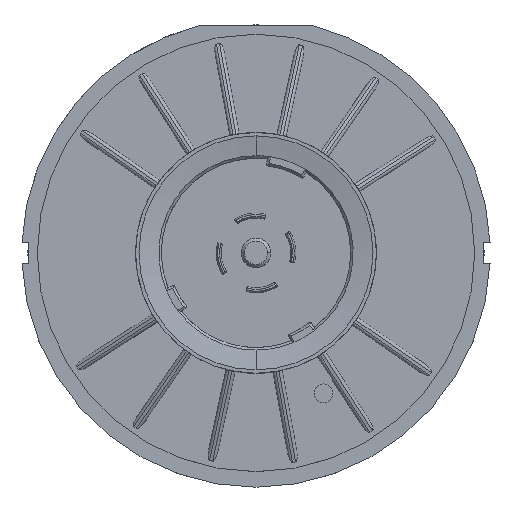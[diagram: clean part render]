
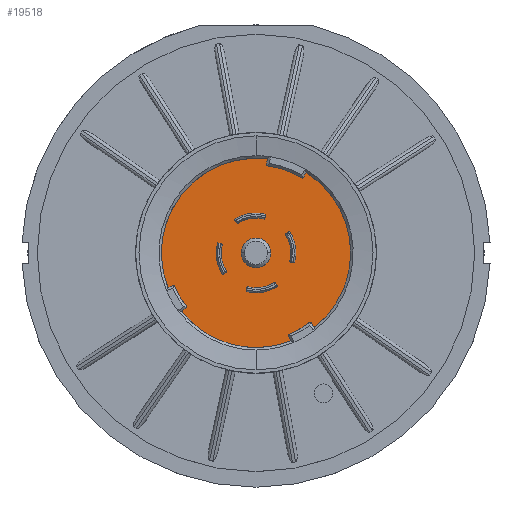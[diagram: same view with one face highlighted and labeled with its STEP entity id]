
A CAD part, top view. The second image highlights one B-rep face of the part: STEP entity #19518.
In plain terms, the highlighted planar face has unit normal (0, 0, 1).
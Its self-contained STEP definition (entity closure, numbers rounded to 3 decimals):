
#7095=CARTESIAN_POINT('',(0.,0.,-7.85));
#7096=DIRECTION('',(0.,0.,-1.));
#7097=DIRECTION('',(0.53,0.848,0.));
#7098=AXIS2_PLACEMENT_3D('',#7095,#7096,#7097);
#7100=DIRECTION('',(0.438,0.899,0.));
#7101=VECTOR('',#7100,1.1);
#7102=CARTESIAN_POINT('',(6.181,12.673,-7.85));
#7103=LINE('',#7102,#7101);
#7104=CARTESIAN_POINT('',(0.,0.,-7.85));
#7105=DIRECTION('',(0.,0.,1.));
#7106=DIRECTION('',(0.53,0.848,0.));
#7107=AXIS2_PLACEMENT_3D('',#7104,#7105,#7106);
#7109=DIRECTION('',(0.53,0.848,0.));
#7110=VECTOR('',#7109,1.1);
#7111=CARTESIAN_POINT('',(7.472,11.957,-7.85));
#7112=LINE('',#7111,#7110);
#7113=CARTESIAN_POINT('',(0.,0.,-7.85));
#7114=DIRECTION('',(0.,0.,1.));
#7115=DIRECTION('',(1.,0.,0.));
#7116=AXIS2_PLACEMENT_3D('',#7113,#7114,#7115);
#7118=CARTESIAN_POINT('',(0.,0.,-7.85));
#7119=DIRECTION('',(0.,0.,1.));
#7120=DIRECTION('',(-1.,0.,0.));
#7121=AXIS2_PLACEMENT_3D('',#7118,#7119,#7120);
#7123=DIRECTION('',(-0.54,0.842,0.));
#7124=VECTOR('',#7123,0.8);
#7125=CARTESIAN_POINT('',(3.458,-5.386,-7.85));
#7126=LINE('',#7125,#7124);
#7127=CARTESIAN_POINT('',(0.,0.,-7.85));
#7128=DIRECTION('',(0.,0.,1.));
#7129=DIRECTION('',(-0.25,-0.968,0.));
#7130=AXIS2_PLACEMENT_3D('',#7127,#7128,#7129);
#7132=DIRECTION('',(-0.25,-0.968,0.));
#7133=VECTOR('',#7132,0.8);
#7134=CARTESIAN_POINT('',(-1.402,-5.422,-7.85));
#7135=LINE('',#7134,#7133);
#7136=CARTESIAN_POINT('',(0.,0.,-7.85));
#7137=DIRECTION('',(0.,0.,1.));
#7138=DIRECTION('',(-0.25,-0.968,0.));
#7139=AXIS2_PLACEMENT_3D('',#7136,#7137,#7138);
#7141=DIRECTION('',(-0.842,-0.54,0.));
#7142=VECTOR('',#7141,0.8);
#7143=CARTESIAN_POINT('',(5.386,3.458,-7.85));
#7144=LINE('',#7143,#7142);
#7145=CARTESIAN_POINT('',(0.,0.,-7.85));
#7146=DIRECTION('',(0.,0.,1.));
#7147=DIRECTION('',(0.968,-0.25,0.));
#7148=AXIS2_PLACEMENT_3D('',#7145,#7146,#7147);
#7150=DIRECTION('',(0.968,-0.25,0.));
#7151=VECTOR('',#7150,0.8);
#7152=CARTESIAN_POINT('',(5.422,-1.402,-7.85));
#7153=LINE('',#7152,#7151);
#7154=CARTESIAN_POINT('',(0.,0.,-7.85));
#7155=DIRECTION('',(0.,0.,1.));
#7156=DIRECTION('',(0.968,-0.25,0.));
#7157=AXIS2_PLACEMENT_3D('',#7154,#7155,#7156);
#7159=DIRECTION('',(0.54,-0.842,0.));
#7160=VECTOR('',#7159,0.8);
#7161=CARTESIAN_POINT('',(-3.458,5.386,-7.85));
#7162=LINE('',#7161,#7160);
#7163=CARTESIAN_POINT('',(0.,0.,-7.85));
#7164=DIRECTION('',(0.,0.,1.));
#7165=DIRECTION('',(0.25,0.968,0.));
#7166=AXIS2_PLACEMENT_3D('',#7163,#7164,#7165);
#7168=DIRECTION('',(0.25,0.968,0.));
#7169=VECTOR('',#7168,0.8);
#7170=CARTESIAN_POINT('',(1.402,5.422,-7.85));
#7171=LINE('',#7170,#7169);
#7172=CARTESIAN_POINT('',(0.,0.,-7.85));
#7173=DIRECTION('',(0.,0.,1.));
#7174=DIRECTION('',(0.25,0.968,0.));
#7175=AXIS2_PLACEMENT_3D('',#7172,#7173,#7174);
#7177=DIRECTION('',(0.842,0.54,0.));
#7178=VECTOR('',#7177,0.8);
#7179=CARTESIAN_POINT('',(-5.386,-3.458,-7.85));
#7180=LINE('',#7179,#7178);
#7181=CARTESIAN_POINT('',(0.,0.,-7.85));
#7182=DIRECTION('',(0.,0.,1.));
#7183=DIRECTION('',(-0.968,0.25,0.));
#7184=AXIS2_PLACEMENT_3D('',#7181,#7182,#7183);
#7186=DIRECTION('',(-0.968,0.25,0.));
#7187=VECTOR('',#7186,0.8);
#7188=CARTESIAN_POINT('',(-5.422,1.402,-7.85));
#7189=LINE('',#7188,#7187);
#7190=CARTESIAN_POINT('',(0.,0.,-7.85));
#7191=DIRECTION('',(0.,0.,1.));
#7192=DIRECTION('',(-0.968,0.25,0.));
#7193=AXIS2_PLACEMENT_3D('',#7190,#7191,#7192);
#9381=CARTESIAN_POINT('',(7.472,11.957,-7.85));
#9382=CARTESIAN_POINT('',(8.055,12.89,-7.85));
#9383=VERTEX_POINT('',#9381);
#9384=VERTEX_POINT('',#9382);
#9385=CARTESIAN_POINT('',(6.181,12.673,-7.85));
#9386=CARTESIAN_POINT('',(6.663,13.662,-7.85));
#9387=VERTEX_POINT('',#9385);
#9388=VERTEX_POINT('',#9386);
#9389=CARTESIAN_POINT('',(2.375,0.,-7.85));
#9390=CARTESIAN_POINT('',(-2.375,0.,-7.85));
#9391=VERTEX_POINT('',#9389);
#9392=VERTEX_POINT('',#9390);
#10555=CARTESIAN_POINT('',(3.458,-5.386,-7.85));
#10556=CARTESIAN_POINT('',(3.025,-4.712,-7.85));
#10557=VERTEX_POINT('',#10555);
#10558=VERTEX_POINT('',#10556);
#10559=CARTESIAN_POINT('',(-1.402,-5.422,-7.85));
#10560=CARTESIAN_POINT('',(-1.602,-6.196,-7.85));
#10561=VERTEX_POINT('',#10559);
#10562=VERTEX_POINT('',#10560);
#10629=CARTESIAN_POINT('',(5.386,3.458,-7.85));
#10630=CARTESIAN_POINT('',(4.712,3.025,-7.85));
#10631=VERTEX_POINT('',#10629);
#10632=VERTEX_POINT('',#10630);
#10633=CARTESIAN_POINT('',(5.422,-1.402,-7.85));
#10634=CARTESIAN_POINT('',(6.196,-1.602,-7.85));
#10635=VERTEX_POINT('',#10633);
#10636=VERTEX_POINT('',#10634);
#10655=CARTESIAN_POINT('',(-3.458,5.386,-7.85));
#10656=CARTESIAN_POINT('',(-3.025,4.712,-7.85));
#10657=VERTEX_POINT('',#10655);
#10658=VERTEX_POINT('',#10656);
#10659=CARTESIAN_POINT('',(1.402,5.422,-7.85));
#10660=CARTESIAN_POINT('',(1.602,6.196,-7.85));
#10661=VERTEX_POINT('',#10659);
#10662=VERTEX_POINT('',#10660);
#10681=CARTESIAN_POINT('',(-5.386,-3.458,-7.85));
#10682=CARTESIAN_POINT('',(-4.712,-3.025,-7.85));
#10683=VERTEX_POINT('',#10681);
#10684=VERTEX_POINT('',#10682);
#10685=CARTESIAN_POINT('',(-5.422,1.402,-7.85));
#10686=CARTESIAN_POINT('',(-6.196,1.602,-7.85));
#10687=VERTEX_POINT('',#10685);
#10688=VERTEX_POINT('',#10686);
#19459=CARTESIAN_POINT('',(0.,0.,-7.85));
#19460=DIRECTION('',(0.,0.,1.));
#19461=DIRECTION('',(0.,1.,0.));
#19462=AXIS2_PLACEMENT_3D('',#19459,#19460,#19461);
#19463=PLANE('',#19462);
#19464=ORIENTED_EDGE('',*,*,#18836,.T.);
#19466=ORIENTED_EDGE('',*,*,#19465,.F.);
#19468=ORIENTED_EDGE('',*,*,#19467,.F.);
#19469=ORIENTED_EDGE('',*,*,#19452,.T.);
#19470=EDGE_LOOP('',(#19464,#19466,#19468,#19469));
#19471=FACE_OUTER_BOUND('',#19470,.F.);
#19473=ORIENTED_EDGE('',*,*,#19472,.T.);
#19475=ORIENTED_EDGE('',*,*,#19474,.T.);
#19476=EDGE_LOOP('',(#19473,#19475));
#19477=FACE_BOUND('',#19476,.F.);
#19479=ORIENTED_EDGE('',*,*,#19478,.T.);
#19481=ORIENTED_EDGE('',*,*,#19480,.F.);
#19483=ORIENTED_EDGE('',*,*,#19482,.T.);
#19485=ORIENTED_EDGE('',*,*,#19484,.T.);
#19486=EDGE_LOOP('',(#19479,#19481,#19483,#19485));
#19487=FACE_BOUND('',#19486,.F.);
#19489=ORIENTED_EDGE('',*,*,#19488,.T.);
#19491=ORIENTED_EDGE('',*,*,#19490,.F.);
#19493=ORIENTED_EDGE('',*,*,#19492,.T.);
#19495=ORIENTED_EDGE('',*,*,#19494,.T.);
#19496=EDGE_LOOP('',(#19489,#19491,#19493,#19495));
#19497=FACE_BOUND('',#19496,.F.);
#19499=ORIENTED_EDGE('',*,*,#19498,.T.);
#19501=ORIENTED_EDGE('',*,*,#19500,.F.);
#19503=ORIENTED_EDGE('',*,*,#19502,.T.);
#19505=ORIENTED_EDGE('',*,*,#19504,.T.);
#19506=EDGE_LOOP('',(#19499,#19501,#19503,#19505));
#19507=FACE_BOUND('',#19506,.F.);
#19509=ORIENTED_EDGE('',*,*,#19508,.T.);
#19511=ORIENTED_EDGE('',*,*,#19510,.F.);
#19513=ORIENTED_EDGE('',*,*,#19512,.T.);
#19515=ORIENTED_EDGE('',*,*,#19514,.T.);
#19516=EDGE_LOOP('',(#19509,#19511,#19513,#19515));
#19517=FACE_BOUND('',#19516,.F.);
#7099=CIRCLE('',#7098,15.2);
#7108=CIRCLE('',#7107,14.1);
#7117=CIRCLE('',#7116,2.375);
#7122=CIRCLE('',#7121,2.375);
#7131=CIRCLE('',#7130,5.6);
#7140=CIRCLE('',#7139,6.4);
#7149=CIRCLE('',#7148,5.6);
#7158=CIRCLE('',#7157,6.4);
#7167=CIRCLE('',#7166,5.6);
#7176=CIRCLE('',#7175,6.4);
#7185=CIRCLE('',#7184,5.6);
#7194=CIRCLE('',#7193,6.4);
#18836=EDGE_CURVE('',#9384,#9388,#7099,.T.);
#19452=EDGE_CURVE('',#9383,#9384,#7112,.T.);
#19465=EDGE_CURVE('',#9387,#9388,#7103,.T.);
#19467=EDGE_CURVE('',#9383,#9387,#7108,.T.);
#19472=EDGE_CURVE('',#9391,#9392,#7117,.T.);
#19474=EDGE_CURVE('',#9392,#9391,#7122,.T.);
#19478=EDGE_CURVE('',#10557,#10558,#7126,.T.);
#19480=EDGE_CURVE('',#10561,#10558,#7131,.T.);
#19482=EDGE_CURVE('',#10561,#10562,#7135,.T.);
#19484=EDGE_CURVE('',#10562,#10557,#7140,.T.);
#19488=EDGE_CURVE('',#10631,#10632,#7144,.T.);
#19490=EDGE_CURVE('',#10635,#10632,#7149,.T.);
#19492=EDGE_CURVE('',#10635,#10636,#7153,.T.);
#19494=EDGE_CURVE('',#10636,#10631,#7158,.T.);
#19498=EDGE_CURVE('',#10657,#10658,#7162,.T.);
#19500=EDGE_CURVE('',#10661,#10658,#7167,.T.);
#19502=EDGE_CURVE('',#10661,#10662,#7171,.T.);
#19504=EDGE_CURVE('',#10662,#10657,#7176,.T.);
#19508=EDGE_CURVE('',#10683,#10684,#7180,.T.);
#19510=EDGE_CURVE('',#10687,#10684,#7185,.T.);
#19512=EDGE_CURVE('',#10687,#10688,#7189,.T.);
#19514=EDGE_CURVE('',#10688,#10683,#7194,.T.);
#19518=ADVANCED_FACE('',(#19471,#19477,#19487,#19497,#19507,#19517),#19463,.T.);
